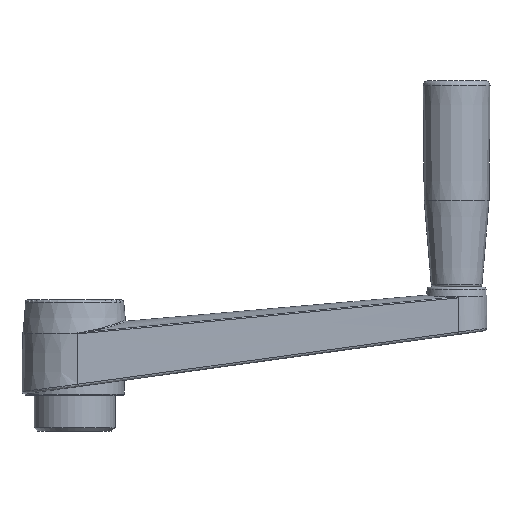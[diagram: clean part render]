
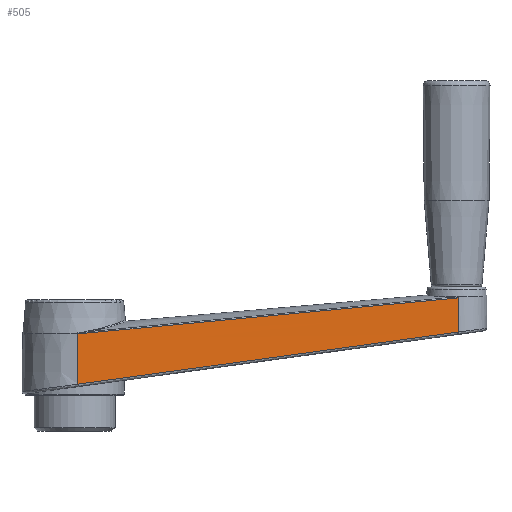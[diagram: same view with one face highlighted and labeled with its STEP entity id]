
A CAD part, front view. The second image highlights one B-rep face of the part: STEP entity #505.
In plain terms, the highlighted free-form (B-spline) face has degree [3, 3] with [4, 4] control points.
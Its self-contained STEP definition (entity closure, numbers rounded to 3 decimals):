
#505 = ADVANCED_FACE( '', ( #1078 ), #1079, .T. );
#1078 = FACE_OUTER_BOUND( '', #2871, .T. );
#1079 = B_SPLINE_SURFACE_WITH_KNOTS( '', 3, 3, ( ( #2872, #2873, #2874, #2875 ), ( #2876, #2877, #2878, #2879 ), ( #2880, #2881, #2882, #2883 ), ( #2884, #2885, #2886, #2887 ) ), .UNSPECIFIED., .F., .F., .F., ( 4, 4 ), ( 4, 4 ), ( 0., 1. ), ( 0., 1. ), .UNSPECIFIED. );
#2871 = EDGE_LOOP( '', ( #4212, #4213, #4214, #4215, #4216, #4217 ) );
#2872 = CARTESIAN_POINT( '', ( 1.314, -21.75, 26.1 ) );
#2873 = CARTESIAN_POINT( '', ( 54.46, -18.717, 31.137 ) );
#2874 = CARTESIAN_POINT( '', ( 107.605, -15.683, 36.173 ) );
#2875 = CARTESIAN_POINT( '', ( 160.751, -12.65, 41.21 ) );
#2876 = CARTESIAN_POINT( '', ( 1.314, -21.863, 18.617 ) );
#2877 = CARTESIAN_POINT( '', ( 54.46, -18.792, 24.408 ) );
#2878 = CARTESIAN_POINT( '', ( 107.605, -15.721, 30.199 ) );
#2879 = CARTESIAN_POINT( '', ( 160.751, -12.65, 35.991 ) );
#2880 = CARTESIAN_POINT( '', ( 1.314, -21.977, 11.133 ) );
#2881 = CARTESIAN_POINT( '', ( 54.46, -18.868, 17.679 ) );
#2882 = CARTESIAN_POINT( '', ( 107.605, -15.759, 24.225 ) );
#2883 = CARTESIAN_POINT( '', ( 160.751, -12.65, 30.771 ) );
#2884 = CARTESIAN_POINT( '', ( 1.314, -22.09, 3.65 ) );
#2885 = CARTESIAN_POINT( '', ( 54.46, -18.943, 10.951 ) );
#2886 = CARTESIAN_POINT( '', ( 107.605, -15.797, 18.251 ) );
#2887 = CARTESIAN_POINT( '', ( 160.751, -12.65, 25.552 ) );
#4212 = ORIENTED_EDGE( '', *, *, #4755, .F. );
#4213 = ORIENTED_EDGE( '', *, *, #4738, .T. );
#4214 = ORIENTED_EDGE( '', *, *, #4767, .T. );
#4215 = ORIENTED_EDGE( '', *, *, #4749, .T. );
#4216 = ORIENTED_EDGE( '', *, *, #4412, .T. );
#4217 = ORIENTED_EDGE( '', *, *, #4509, .T. );
#4412 = EDGE_CURVE( '', #4997, #4995, #4998, .T. );
#4509 = EDGE_CURVE( '', #4995, #5170, #5172, .T. );
#4738 = EDGE_CURVE( '', #5529, #5527, #5530, .T. );
#4749 = EDGE_CURVE( '', #5544, #4997, #5545, .F. );
#4755 = EDGE_CURVE( '', #5529, #5170, #5553, .T. );
#4767 = EDGE_CURVE( '', #5527, #5544, #5568, .T. );
#4995 = VERTEX_POINT( '', #5984 );
#4997 = VERTEX_POINT( '', #6034 );
#4998 = B_SPLINE_CURVE_WITH_KNOTS( '', 3, ( #6035, #6036, #6037, #6038 ), .UNSPECIFIED., .F., .F., ( 4, 4 ), ( 0., 0. ), .UNSPECIFIED. );
#5170 = VERTEX_POINT( '', #6323 );
#5172 = B_SPLINE_CURVE_WITH_KNOTS( '', 3, ( #6328, #6329, #6330, #6331, #6332, #6333, #6334 ), .UNSPECIFIED., .F., .F., ( 4, 2, 1, 4 ), ( 0., 0.081, 0.121, 0.161 ), .UNSPECIFIED. );
#5527 = VERTEX_POINT( '', #7318 );
#5529 = VERTEX_POINT( '', #7320 );
#5530 = B_SPLINE_CURVE_WITH_KNOTS( '', 3, ( #7321, #7322, #7323, #7324, #7325, #7326 ), .UNSPECIFIED., .F., .F., ( 4, 2, 4 ), ( 0., 0.078, 0.157 ), .UNSPECIFIED. );
#5544 = VERTEX_POINT( '', #7378 );
#5545 = LINE( '', #7379, #7380 );
#5553 = LINE( '', #7399, #7400 );
#5568 = B_SPLINE_CURVE_WITH_KNOTS( '', 3, ( #7422, #7423, #7424, #7425, #7426, #7427, #7428, #7429, #7430, #7431, #7432, #7433, #7434, #7435, #7436, #7437, #7438, #7439, #7440, #7441, #7442, #7443, #7444 ), .UNSPECIFIED., .F., .F., ( 4, 2, 1, 2, 2, 2, 2, 2, 2, 1, 1, 2, 4 ), ( 0., 0., 0., 0.001, 0.001, 0.002, 0.002, 0.003, 0.003, 0.003, 0.003, 0.003, 0.003 ), .UNSPECIFIED. );
#5984 = CARTESIAN_POINT( '', ( 1.323, -22.074, 4.668 ) );
#6034 = CARTESIAN_POINT( '', ( 1.314, -22.072, 4.797 ) );
#6035 = CARTESIAN_POINT( '', ( 1.314, -22.072, 4.797 ) );
#6036 = CARTESIAN_POINT( '', ( 1.314, -22.073, 4.754 ) );
#6037 = CARTESIAN_POINT( '', ( 1.317, -22.074, 4.711 ) );
#6038 = CARTESIAN_POINT( '', ( 1.323, -22.074, 4.668 ) );
#6323 = CARTESIAN_POINT( '', ( 160.751, -12.65, 26.553 ) );
#6328 = CARTESIAN_POINT( '', ( 1.323, -22.074, 4.668 ) );
#6329 = CARTESIAN_POINT( '', ( 27.894, -20.502, 8.316 ) );
#6330 = CARTESIAN_POINT( '', ( 54.465, -18.931, 11.964 ) );
#6331 = CARTESIAN_POINT( '', ( 94.322, -16.575, 17.436 ) );
#6332 = CARTESIAN_POINT( '', ( 120.893, -15.005, 21.083 ) );
#6333 = CARTESIAN_POINT( '', ( 147.465, -13.435, 24.73 ) );
#6334 = CARTESIAN_POINT( '', ( 160.751, -12.65, 26.553 ) );
#7318 = CARTESIAN_POINT( '', ( 4.74, -21.56, 26.054 ) );
#7320 = CARTESIAN_POINT( '', ( 160.751, -12.65, 40.836 ) );
#7321 = CARTESIAN_POINT( '', ( 160.751, -12.65, 40.836 ) );
#7322 = CARTESIAN_POINT( '', ( 134.749, -14.135, 38.373 ) );
#7323 = CARTESIAN_POINT( '', ( 108.747, -15.621, 35.909 ) );
#7324 = CARTESIAN_POINT( '', ( 56.744, -18.59, 30.982 ) );
#7325 = CARTESIAN_POINT( '', ( 30.742, -20.075, 28.518 ) );
#7326 = CARTESIAN_POINT( '', ( 4.74, -21.56, 26.054 ) );
#7378 = CARTESIAN_POINT( '', ( 1.314, -21.753, 25.915 ) );
#7379 = CARTESIAN_POINT( '', ( 1.314, -22.09, 3.65 ) );
#7380 = VECTOR( '', #8291, 1000. );
#7399 = CARTESIAN_POINT( '', ( 160.751, -12.65, 41.21 ) );
#7400 = VECTOR( '', #8293, 1000. );
#7422 = CARTESIAN_POINT( '', ( 4.74, -21.56, 26.054 ) );
#7423 = CARTESIAN_POINT( '', ( 4.669, -21.564, 26.048 ) );
#7424 = CARTESIAN_POINT( '', ( 4.598, -21.568, 26.041 ) );
#7425 = CARTESIAN_POINT( '', ( 4.455, -21.576, 26.03 ) );
#7426 = CARTESIAN_POINT( '', ( 4.242, -21.588, 26.014 ) );
#7427 = CARTESIAN_POINT( '', ( 4.028, -21.6, 26.001 ) );
#7428 = CARTESIAN_POINT( '', ( 3.742, -21.617, 25.988 ) );
#7429 = CARTESIAN_POINT( '', ( 3.6, -21.625, 25.982 ) );
#7430 = CARTESIAN_POINT( '', ( 3.314, -21.641, 25.973 ) );
#7431 = CARTESIAN_POINT( '', ( 3.171, -21.649, 25.969 ) );
#7432 = CARTESIAN_POINT( '', ( 2.885, -21.665, 25.963 ) );
#7433 = CARTESIAN_POINT( '', ( 2.742, -21.673, 25.96 ) );
#7434 = CARTESIAN_POINT( '', ( 2.457, -21.689, 25.956 ) );
#7435 = CARTESIAN_POINT( '', ( 2.314, -21.697, 25.953 ) );
#7436 = CARTESIAN_POINT( '', ( 2.028, -21.713, 25.947 ) );
#7437 = CARTESIAN_POINT( '', ( 1.885, -21.721, 25.943 ) );
#7438 = CARTESIAN_POINT( '', ( 1.671, -21.733, 25.935 ) );
#7439 = CARTESIAN_POINT( '', ( 1.564, -21.739, 25.93 ) );
#7440 = CARTESIAN_POINT( '', ( 1.439, -21.746, 25.923 ) );
#7441 = CARTESIAN_POINT( '', ( 1.386, -21.749, 25.92 ) );
#7442 = CARTESIAN_POINT( '', ( 1.35, -21.751, 25.917 ) );
#7443 = CARTESIAN_POINT( '', ( 1.332, -21.752, 25.916 ) );
#7444 = CARTESIAN_POINT( '', ( 1.314, -21.753, 25.915 ) );
#8291 = DIRECTION( '', ( 0., 0.015, 1. ) );
#8293 = DIRECTION( '', ( 0., 0., -1. ) );
